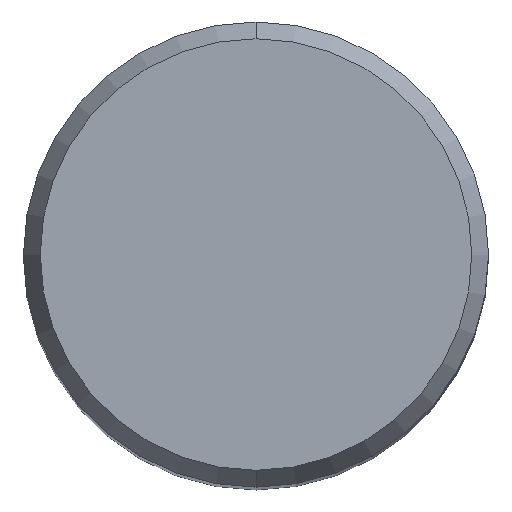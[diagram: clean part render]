
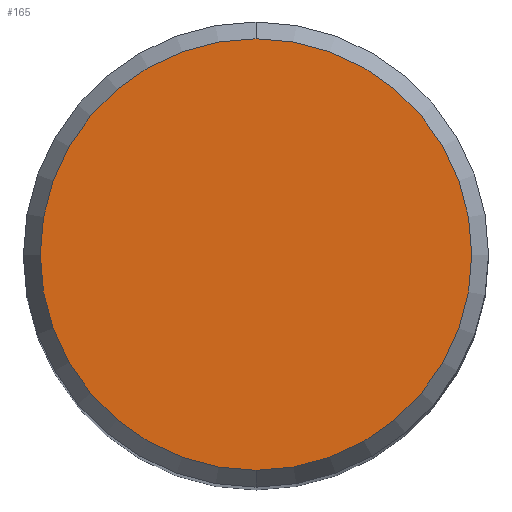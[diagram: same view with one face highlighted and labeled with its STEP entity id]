
A CAD part, top view. The second image highlights one B-rep face of the part: STEP entity #165.
In plain terms, the highlighted planar face has unit normal (0, 0, 1).
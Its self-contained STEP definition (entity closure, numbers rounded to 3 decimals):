
#111=EDGE_CURVE('',#183,#169,#242,.T.);
#157=EDGE_CURVE('',#169,#183,#293,.T.);
#165=ADVANCED_FACE('',(#302),#303,.T.);
#169=VERTEX_POINT('',#307);
#183=VERTEX_POINT('',#323);
#242=CIRCLE('',#387,5.892);
#293=CIRCLE('',#447,5.892);
#302=FACE_OUTER_BOUND('',#459,.T.);
#303=PLANE('',#460);
#307=CARTESIAN_POINT('',(0.,-5.892,0.01));
#323=CARTESIAN_POINT('',(0.0,5.892,0.01));
#387=AXIS2_PLACEMENT_3D('',#551,#552,#553);
#447=AXIS2_PLACEMENT_3D('',#605,#606,#607);
#459=EDGE_LOOP('',(#621,#622));
#460=AXIS2_PLACEMENT_3D('',#623,#624,#625);
#551=CARTESIAN_POINT('',(0.0,0.0,0.01));
#552=DIRECTION('',(0.0,0.0,-1.0));
#553=DIRECTION('',(0.0,1.0,0.0));
#605=CARTESIAN_POINT('',(0.0,0.0,0.01));
#606=DIRECTION('',(0.0,0.0,-1.0));
#607=DIRECTION('',(0.0,1.0,0.0));
#621=ORIENTED_EDGE('',*,*,#111,.F.);
#622=ORIENTED_EDGE('',*,*,#157,.F.);
#623=CARTESIAN_POINT('',(0.0,2.946,0.01));
#624=DIRECTION('',(-0.0,0.0,1.0));
#625=DIRECTION('',(0.0,-1.0,0.0));
